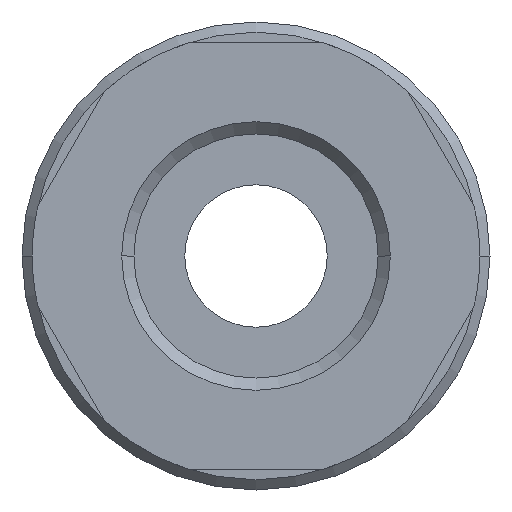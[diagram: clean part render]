
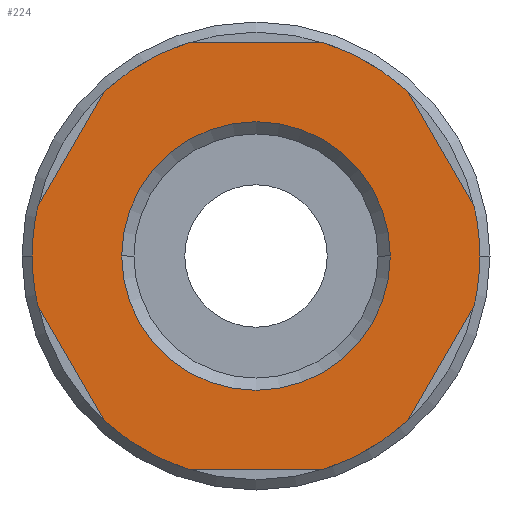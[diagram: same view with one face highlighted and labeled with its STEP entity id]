
A CAD part, front view. The second image highlights one B-rep face of the part: STEP entity #224.
In plain terms, the highlighted planar face has unit normal (0, -1, 0).
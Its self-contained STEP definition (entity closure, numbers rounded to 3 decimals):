
#224=ADVANCED_FACE('',(#455,#456),#457,.T.);
#455=FACE_BOUND('',#686,.T.);
#456=FACE_OUTER_BOUND('',#687,.T.);
#457=PLANE('',#688);
#686=EDGE_LOOP('',(#1235,#1236));
#687=EDGE_LOOP('',(#1237,#1238,#1239,#1240,#1241,#1242,#1243,#1244,#1245,#1246,#1247,#1248,#1249,#1250));
#688=AXIS2_PLACEMENT_3D('',#1251,#1252,#1253);
#1235=ORIENTED_EDGE('',*,*,#1512,.T.);
#1236=ORIENTED_EDGE('',*,*,#1540,.T.);
#1237=ORIENTED_EDGE('',*,*,#1436,.T.);
#1238=ORIENTED_EDGE('',*,*,#1428,.F.);
#1239=ORIENTED_EDGE('',*,*,#1508,.T.);
#1240=ORIENTED_EDGE('',*,*,#1523,.F.);
#1241=ORIENTED_EDGE('',*,*,#1421,.T.);
#1242=ORIENTED_EDGE('',*,*,#1322,.F.);
#1243=ORIENTED_EDGE('',*,*,#1542,.F.);
#1244=ORIENTED_EDGE('',*,*,#1528,.T.);
#1245=ORIENTED_EDGE('',*,*,#1495,.F.);
#1246=ORIENTED_EDGE('',*,*,#1347,.T.);
#1247=ORIENTED_EDGE('',*,*,#1458,.F.);
#1248=ORIENTED_EDGE('',*,*,#1475,.T.);
#1249=ORIENTED_EDGE('',*,*,#1441,.F.);
#1250=ORIENTED_EDGE('',*,*,#1520,.F.);
#1251=CARTESIAN_POINT('',(5.5,0.0,0.0));
#1252=DIRECTION('',(-0.0,-1.0,-0.0));
#1253=DIRECTION('',(-1.0,0.0,0.0));
#1322=EDGE_CURVE('',#1553,#1556,#1557,.T.);
#1347=EDGE_CURVE('',#1601,#1598,#1602,.T.);
#1421=EDGE_CURVE('',#1713,#1556,#1714,.T.);
#1428=EDGE_CURVE('',#1724,#1719,#1726,.T.);
#1436=EDGE_CURVE('',#1736,#1719,#1737,.T.);
#1441=EDGE_CURVE('',#1743,#1745,#1746,.T.);
#1458=EDGE_CURVE('',#1769,#1598,#1771,.T.);
#1475=EDGE_CURVE('',#1769,#1745,#1790,.T.);
#1495=EDGE_CURVE('',#1601,#1813,#1817,.T.);
#1508=EDGE_CURVE('',#1724,#1829,#1832,.T.);
#1512=EDGE_CURVE('',#1837,#1835,#1838,.T.);
#1520=EDGE_CURVE('',#1736,#1743,#1846,.T.);
#1523=EDGE_CURVE('',#1713,#1829,#1849,.T.);
#1528=EDGE_CURVE('',#1854,#1813,#1855,.T.);
#1540=EDGE_CURVE('',#1835,#1837,#1868,.T.);
#1542=EDGE_CURVE('',#1854,#1553,#1870,.T.);
#1553=VERTEX_POINT('',#1881);
#1556=VERTEX_POINT('',#1885);
#1557=CIRCLE('',#1886,11.0);
#1598=VERTEX_POINT('',#1998);
#1601=VERTEX_POINT('',#2002);
#1602=LINE('',#2003,#2004);
#1713=VERTEX_POINT('',#2276);
#1714=LINE('',#2277,#2278);
#1719=VERTEX_POINT('',#2285);
#1724=VERTEX_POINT('',#2291);
#1726=CIRCLE('',#2294,11.0);
#1736=VERTEX_POINT('',#2338);
#1737=LINE('',#2339,#2340);
#1743=VERTEX_POINT('',#2348);
#1745=VERTEX_POINT('',#2351);
#1746=CIRCLE('',#2352,11.0);
#1769=VERTEX_POINT('',#2379);
#1771=CIRCLE('',#2382,11.0);
#1790=LINE('',#2403,#2404);
#1813=VERTEX_POINT('',#2445);
#1817=CIRCLE('',#2450,11.0);
#1829=VERTEX_POINT('',#2475);
#1832=LINE('',#2479,#2480);
#1835=VERTEX_POINT('',#2484);
#1837=VERTEX_POINT('',#2487);
#1838=CIRCLE('',#2488,6.6);
#1846=CIRCLE('',#2499,11.0);
#1849=CIRCLE('',#2502,11.0);
#1854=VERTEX_POINT('',#2507);
#1855=LINE('',#2508,#2509);
#1868=CIRCLE('',#2524,6.6);
#1870=CIRCLE('',#2526,11.0);
#1881=CARTESIAN_POINT('',(11.0,0.0,0.));
#1885=CARTESIAN_POINT('',(10.733,0.0,-2.411));
#1886=AXIS2_PLACEMENT_3D('',#2537,#2538,#2539);
#1998=CARTESIAN_POINT('',(-3.279,0.0,10.5));
#2002=CARTESIAN_POINT('',(3.279,0.0,10.5));
#2003=CARTESIAN_POINT('',(2.75,0.0,10.5));
#2004=VECTOR('',#2567,1.0);
#2276=CARTESIAN_POINT('',(7.454,0.0,-8.089));
#2277=CARTESIAN_POINT('',(9.781,0.0,-4.059));
#2278=VECTOR('',#2658,1.0);
#2285=CARTESIAN_POINT('',(-7.454,0.0,-8.089));
#2291=CARTESIAN_POINT('',(-3.279,0.0,-10.5));
#2294=AXIS2_PLACEMENT_3D('',#2666,#2667,#2668);
#2338=CARTESIAN_POINT('',(-10.733,0.0,-2.411));
#2339=CARTESIAN_POINT('',(-8.406,0.0,-6.441));
#2340=VECTOR('',#2670,1.0);
#2348=CARTESIAN_POINT('',(-11.0,0.0,0.));
#2351=CARTESIAN_POINT('',(-10.733,0.0,2.411));
#2352=AXIS2_PLACEMENT_3D('',#2674,#2675,#2676);
#2379=CARTESIAN_POINT('',(-7.454,0.0,8.089));
#2382=AXIS2_PLACEMENT_3D('',#2703,#2704,#2705);
#2403=CARTESIAN_POINT('',(-8.406,0.0,6.441));
#2404=VECTOR('',#2732,1.0);
#2445=CARTESIAN_POINT('',(7.454,0.0,8.089));
#2450=AXIS2_PLACEMENT_3D('',#2753,#2754,#2755);
#2475=CARTESIAN_POINT('',(3.279,0.0,-10.5));
#2479=CARTESIAN_POINT('',(2.75,0.0,-10.5));
#2480=VECTOR('',#2765,1.0);
#2484=CARTESIAN_POINT('',(6.6,0.0,0.));
#2487=CARTESIAN_POINT('',(-6.6,0.0,0.));
#2488=AXIS2_PLACEMENT_3D('',#2768,#2769,#2770);
#2499=AXIS2_PLACEMENT_3D('',#2780,#2781,#2782);
#2502=AXIS2_PLACEMENT_3D('',#2786,#2787,#2788);
#2507=CARTESIAN_POINT('',(10.733,0.0,2.411));
#2508=CARTESIAN_POINT('',(9.781,0.0,4.059));
#2509=VECTOR('',#2792,1.0);
#2524=AXIS2_PLACEMENT_3D('',#2804,#2805,#2806);
#2526=AXIS2_PLACEMENT_3D('',#2807,#2808,#2809);
#2537=CARTESIAN_POINT('',(0.0,0.0,0.0));
#2538=DIRECTION('',(-0.0,1.0,0.0));
#2539=DIRECTION('',(1.0,0.0,0.0));
#2567=DIRECTION('',(-1.0,0.0,0.));
#2658=DIRECTION('',(0.5,-0.0,0.866));
#2666=CARTESIAN_POINT('',(0.0,0.0,0.0));
#2667=DIRECTION('',(-0.0,1.0,0.0));
#2668=DIRECTION('',(1.0,0.0,0.0));
#2670=DIRECTION('',(0.5,0.0,-0.866));
#2674=CARTESIAN_POINT('',(0.0,0.0,0.0));
#2675=DIRECTION('',(-0.0,1.0,0.0));
#2676=DIRECTION('',(1.0,0.0,0.0));
#2703=CARTESIAN_POINT('',(0.0,0.0,0.0));
#2704=DIRECTION('',(-0.0,1.0,0.0));
#2705=DIRECTION('',(1.0,0.0,0.0));
#2732=DIRECTION('',(-0.5,0.0,-0.866));
#2753=CARTESIAN_POINT('',(0.0,0.0,0.0));
#2754=DIRECTION('',(-0.0,1.0,0.0));
#2755=DIRECTION('',(1.0,0.0,0.0));
#2765=DIRECTION('',(1.0,-0.0,0.0));
#2768=CARTESIAN_POINT('',(0.0,0.0,0.0));
#2769=DIRECTION('',(-0.0,1.0,0.0));
#2770=DIRECTION('',(1.0,0.0,0.0));
#2780=CARTESIAN_POINT('',(0.0,0.0,0.0));
#2781=DIRECTION('',(-0.0,1.0,0.0));
#2782=DIRECTION('',(1.0,0.0,0.0));
#2786=CARTESIAN_POINT('',(0.0,0.0,0.0));
#2787=DIRECTION('',(-0.0,1.0,0.0));
#2788=DIRECTION('',(1.0,0.0,0.0));
#2792=DIRECTION('',(-0.5,0.0,0.866));
#2804=CARTESIAN_POINT('',(0.0,0.0,0.0));
#2805=DIRECTION('',(-0.0,1.0,0.0));
#2806=DIRECTION('',(1.0,0.0,0.0));
#2807=CARTESIAN_POINT('',(0.0,0.0,0.0));
#2808=DIRECTION('',(-0.0,1.0,0.0));
#2809=DIRECTION('',(1.0,0.0,0.0));
